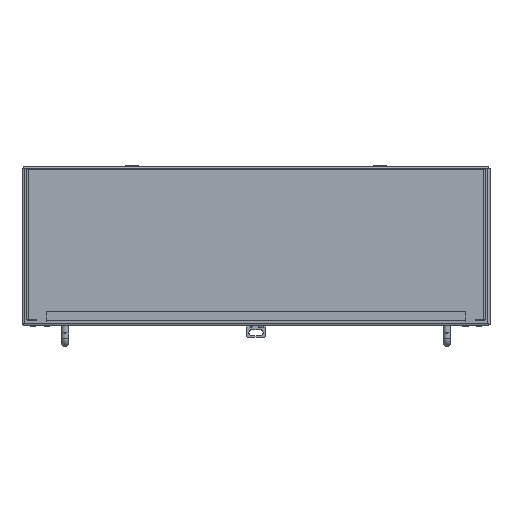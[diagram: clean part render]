
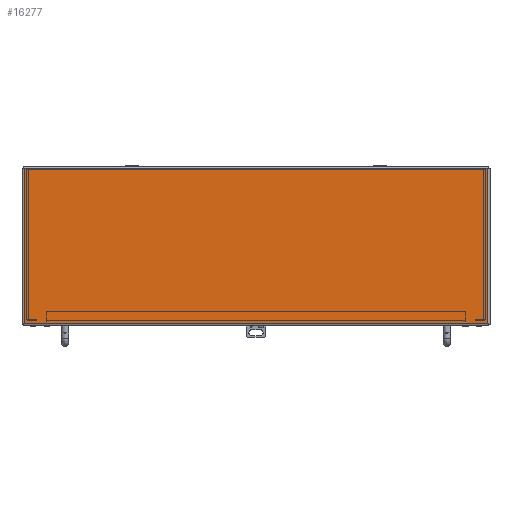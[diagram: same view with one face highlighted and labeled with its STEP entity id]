
A CAD part, top view. The second image highlights one B-rep face of the part: STEP entity #16277.
In plain terms, the highlighted planar face has unit normal (0, 0, 1).
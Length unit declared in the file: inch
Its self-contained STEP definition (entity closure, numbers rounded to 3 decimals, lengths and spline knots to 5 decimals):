
#543 = EDGE_CURVE ( 'NONE', #7048, #19639, #7490, .T. ) ;
#841 = CARTESIAN_POINT ( 'NONE',  ( 12.1515, -0.036, 12.036 ) ) ;
#1354 = CARTESIAN_POINT ( 'NONE',  ( -12.1515, -8.142, 12.036 ) ) ;
#2762 = DIRECTION ( 'NONE',  ( 0., 0., 1. ) ) ;
#3117 = VECTOR ( 'NONE', #15631, 39.37008 ) ;
#3470 = ORIENTED_EDGE ( 'NONE', *, *, #8441, .F. ) ;
#5399 = EDGE_LOOP ( 'NONE', ( #3470, #22560, #10859, #12182 ) ) ;
#6185 = EDGE_CURVE ( 'NONE', #26219, #21691, #12178, .T. ) ;
#6519 = CARTESIAN_POINT ( 'NONE',  ( -12.1515, -8.142, 12.036 ) ) ;
#7048 = VERTEX_POINT ( 'NONE', #14747 ) ;
#7478 = DIRECTION ( 'NONE',  ( 1., 0., 0. ) ) ;
#7490 = LINE ( 'NONE', #15711, #13804 ) ;
#8155 = AXIS2_PLACEMENT_3D ( 'NONE', #13393, #2762, #10952 ) ;
#8441 = EDGE_CURVE ( 'NONE', #19639, #26219, #20525, .T. ) ;
#8843 = VECTOR ( 'NONE', #10275, 39.37008 ) ;
#10275 = DIRECTION ( 'NONE',  ( 0., 1., 0. ) ) ;
#10859 = ORIENTED_EDGE ( 'NONE', *, *, #26629, .F. ) ;
#10952 = DIRECTION ( 'NONE',  ( -1., 0., 0. ) ) ;
#11694 = DIRECTION ( 'NONE',  ( -1., 0., 0. ) ) ;
#12178 = LINE ( 'NONE', #26442, #23078 ) ;
#12182 = ORIENTED_EDGE ( 'NONE', *, *, #6185, .F. ) ;
#13393 = CARTESIAN_POINT ( 'NONE',  ( 12.1515, -0.036, 12.036 ) ) ;
#13516 = PLANE ( 'NONE',  #8155 ) ;
#13804 = VECTOR ( 'NONE', #11694, 39.37008 ) ;
#14747 = CARTESIAN_POINT ( 'NONE',  ( 12.1515, -8.142, 12.036 ) ) ;
#15631 = DIRECTION ( 'NONE',  ( 0., -1., 0. ) ) ;
#15711 = CARTESIAN_POINT ( 'NONE',  ( 12.1515, -8.142, 12.036 ) ) ;
#16277 = ADVANCED_FACE ( 'NONE', ( #19451 ), #13516, .T. ) ;
#19451 = FACE_OUTER_BOUND ( 'NONE', #5399, .T. ) ;
#19639 = VERTEX_POINT ( 'NONE', #1354 ) ;
#20525 = LINE ( 'NONE', #6519, #8843 ) ;
#21408 = LINE ( 'NONE', #21824, #3117 ) ;
#21691 = VERTEX_POINT ( 'NONE', #841 ) ;
#21824 = CARTESIAN_POINT ( 'NONE',  ( 12.1515, -0.036, 12.036 ) ) ;
#22560 = ORIENTED_EDGE ( 'NONE', *, *, #543, .F. ) ;
#23078 = VECTOR ( 'NONE', #7478, 39.37008 ) ;
#25217 = CARTESIAN_POINT ( 'NONE',  ( -12.1515, -0.036, 12.036 ) ) ;
#26219 = VERTEX_POINT ( 'NONE', #25217 ) ;
#26442 = CARTESIAN_POINT ( 'NONE',  ( -12.1515, -0.036, 12.036 ) ) ;
#26629 = EDGE_CURVE ( 'NONE', #21691, #7048, #21408, .T. ) ;
